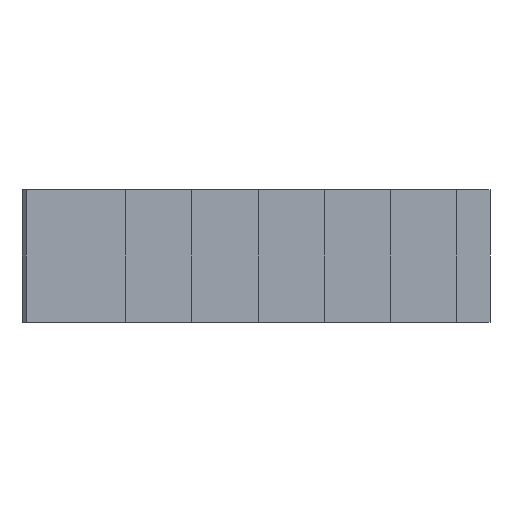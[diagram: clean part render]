
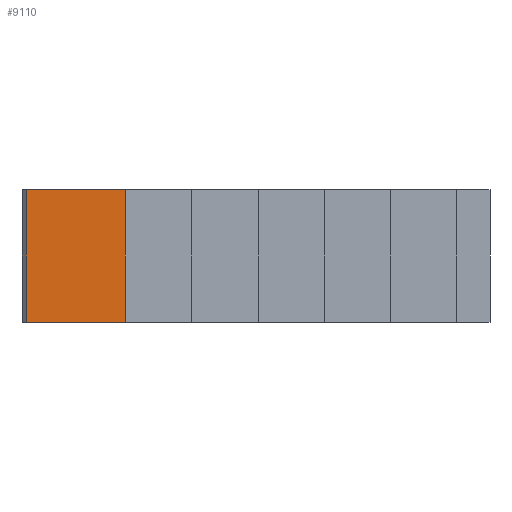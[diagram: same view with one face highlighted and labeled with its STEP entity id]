
A CAD part, left-side view. The second image highlights one B-rep face of the part: STEP entity #9110.
In plain terms, the highlighted planar face has unit normal (-1, 0, 0).
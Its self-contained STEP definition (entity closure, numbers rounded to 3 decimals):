
#8434 = EDGE_CURVE('',#8435,#8437,#8439,.T.);
#8435 = VERTEX_POINT('',#8436);
#8436 = CARTESIAN_POINT('',(-50.,450.,175.));
#8437 = VERTEX_POINT('',#8438);
#8438 = CARTESIAN_POINT('',(-50.,600.,175.));
#8439 = SURFACE_CURVE('',#8440,(#8444,#8456),.PCURVE_S1.);
#8440 = LINE('',#8441,#8442);
#8441 = CARTESIAN_POINT('',(-50.,400.,175.));
#8442 = VECTOR('',#8443,1.);
#8443 = DIRECTION('',(0.,1.,0.));
#8444 = PCURVE('',#8445,#8450);
#8445 = PLANE('',#8446);
#8446 = AXIS2_PLACEMENT_3D('',#8447,#8448,#8449);
#8447 = CARTESIAN_POINT('',(-100.,350.,175.));
#8448 = DIRECTION('',(0.,0.,1.));
#8449 = DIRECTION('',(1.,0.,0.));
#8450 = DEFINITIONAL_REPRESENTATION('',(#8451),#8455);
#8451 = LINE('',#8452,#8453);
#8452 = CARTESIAN_POINT('',(50.,50.));
#8453 = VECTOR('',#8454,1.);
#8454 = DIRECTION('',(0.,1.));
#8455 = ( GEOMETRIC_REPRESENTATION_CONTEXT(2) 
PARAMETRIC_REPRESENTATION_CONTEXT() REPRESENTATION_CONTEXT('2D SPACE',''
  ) );
#8456 = PCURVE('',#8457,#8462);
#8457 = PLANE('',#8458);
#8458 = AXIS2_PLACEMENT_3D('',#8459,#8460,#8461);
#8459 = CARTESIAN_POINT('',(-50.,400.,125.));
#8460 = DIRECTION('',(-1.,0.,0.));
#8461 = DIRECTION('',(0.,0.,1.));
#8462 = DEFINITIONAL_REPRESENTATION('',(#8463),#8467);
#8463 = LINE('',#8464,#8465);
#8464 = CARTESIAN_POINT('',(50.,0.));
#8465 = VECTOR('',#8466,1.);
#8466 = DIRECTION('',(0.,1.));
#8467 = ( GEOMETRIC_REPRESENTATION_CONTEXT(2) 
PARAMETRIC_REPRESENTATION_CONTEXT() REPRESENTATION_CONTEXT('2D SPACE',''
  ) );
#8485 = PLANE('',#8486);
#8486 = AXIS2_PLACEMENT_3D('',#8487,#8488,#8489);
#8487 = CARTESIAN_POINT('',(-100.,450.,125.));
#8488 = DIRECTION('',(0.,1.,0.));
#8489 = DIRECTION('',(0.,0.,1.));
#9099 = PLANE('',#9100);
#9100 = AXIS2_PLACEMENT_3D('',#9101,#9102,#9103);
#9101 = CARTESIAN_POINT('',(50.,600.,125.));
#9102 = DIRECTION('',(0.,1.,0.));
#9103 = DIRECTION('',(0.,0.,1.));
#9110 = ADVANCED_FACE('',(#9111),#8457,.T.);
#9111 = FACE_BOUND('',#9112,.T.);
#9112 = EDGE_LOOP('',(#9113,#9136,#9164,#9185));
#9113 = ORIENTED_EDGE('',*,*,#9114,.T.);
#9114 = EDGE_CURVE('',#8437,#9115,#9117,.T.);
#9115 = VERTEX_POINT('',#9116);
#9116 = CARTESIAN_POINT('',(-50.,600.,-25.));
#9117 = SURFACE_CURVE('',#9118,(#9122,#9129),.PCURVE_S1.);
#9118 = LINE('',#9119,#9120);
#9119 = CARTESIAN_POINT('',(-50.,600.,175.));
#9120 = VECTOR('',#9121,1.);
#9121 = DIRECTION('',(0.,0.,-1.));
#9122 = PCURVE('',#8457,#9123);
#9123 = DEFINITIONAL_REPRESENTATION('',(#9124),#9128);
#9124 = LINE('',#9125,#9126);
#9125 = CARTESIAN_POINT('',(50.,200.));
#9126 = VECTOR('',#9127,1.);
#9127 = DIRECTION('',(-1.,0.));
#9128 = ( GEOMETRIC_REPRESENTATION_CONTEXT(2) 
PARAMETRIC_REPRESENTATION_CONTEXT() REPRESENTATION_CONTEXT('2D SPACE',''
  ) );
#9129 = PCURVE('',#9099,#9130);
#9130 = DEFINITIONAL_REPRESENTATION('',(#9131),#9135);
#9131 = LINE('',#9132,#9133);
#9132 = CARTESIAN_POINT('',(50.,-100.));
#9133 = VECTOR('',#9134,1.);
#9134 = DIRECTION('',(-1.,0.));
#9135 = ( GEOMETRIC_REPRESENTATION_CONTEXT(2) 
PARAMETRIC_REPRESENTATION_CONTEXT() REPRESENTATION_CONTEXT('2D SPACE',''
  ) );
#9136 = ORIENTED_EDGE('',*,*,#9137,.F.);
#9137 = EDGE_CURVE('',#9138,#9115,#9140,.T.);
#9138 = VERTEX_POINT('',#9139);
#9139 = CARTESIAN_POINT('',(-50.,450.,-25.));
#9140 = SURFACE_CURVE('',#9141,(#9145,#9152),.PCURVE_S1.);
#9141 = LINE('',#9142,#9143);
#9142 = CARTESIAN_POINT('',(-50.,400.,-25.));
#9143 = VECTOR('',#9144,1.);
#9144 = DIRECTION('',(0.,1.,0.));
#9145 = PCURVE('',#8457,#9146);
#9146 = DEFINITIONAL_REPRESENTATION('',(#9147),#9151);
#9147 = LINE('',#9148,#9149);
#9148 = CARTESIAN_POINT('',(-150.,0.));
#9149 = VECTOR('',#9150,1.);
#9150 = DIRECTION('',(0.,1.));
#9151 = ( GEOMETRIC_REPRESENTATION_CONTEXT(2) 
PARAMETRIC_REPRESENTATION_CONTEXT() REPRESENTATION_CONTEXT('2D SPACE',''
  ) );
#9152 = PCURVE('',#9153,#9158);
#9153 = PLANE('',#9154);
#9154 = AXIS2_PLACEMENT_3D('',#9155,#9156,#9157);
#9155 = CARTESIAN_POINT('',(50.,400.,-25.));
#9156 = DIRECTION('',(0.,0.,1.));
#9157 = DIRECTION('',(0.,1.,0.));
#9158 = DEFINITIONAL_REPRESENTATION('',(#9159),#9163);
#9159 = LINE('',#9160,#9161);
#9160 = CARTESIAN_POINT('',(0.,100.));
#9161 = VECTOR('',#9162,1.);
#9162 = DIRECTION('',(1.,0.));
#9163 = ( GEOMETRIC_REPRESENTATION_CONTEXT(2) 
PARAMETRIC_REPRESENTATION_CONTEXT() REPRESENTATION_CONTEXT('2D SPACE',''
  ) );
#9164 = ORIENTED_EDGE('',*,*,#9165,.T.);
#9165 = EDGE_CURVE('',#9138,#8435,#9166,.T.);
#9166 = SURFACE_CURVE('',#9167,(#9171,#9178),.PCURVE_S1.);
#9167 = LINE('',#9168,#9169);
#9168 = CARTESIAN_POINT('',(-50.,450.,-25.));
#9169 = VECTOR('',#9170,1.);
#9170 = DIRECTION('',(0.,0.,1.));
#9171 = PCURVE('',#8457,#9172);
#9172 = DEFINITIONAL_REPRESENTATION('',(#9173),#9177);
#9173 = LINE('',#9174,#9175);
#9174 = CARTESIAN_POINT('',(-150.,50.));
#9175 = VECTOR('',#9176,1.);
#9176 = DIRECTION('',(1.,0.));
#9177 = ( GEOMETRIC_REPRESENTATION_CONTEXT(2) 
PARAMETRIC_REPRESENTATION_CONTEXT() REPRESENTATION_CONTEXT('2D SPACE',''
  ) );
#9178 = PCURVE('',#8485,#9179);
#9179 = DEFINITIONAL_REPRESENTATION('',(#9180),#9184);
#9180 = LINE('',#9181,#9182);
#9181 = CARTESIAN_POINT('',(-150.,50.));
#9182 = VECTOR('',#9183,1.);
#9183 = DIRECTION('',(1.,0.));
#9184 = ( GEOMETRIC_REPRESENTATION_CONTEXT(2) 
PARAMETRIC_REPRESENTATION_CONTEXT() REPRESENTATION_CONTEXT('2D SPACE',''
  ) );
#9185 = ORIENTED_EDGE('',*,*,#8434,.T.);
